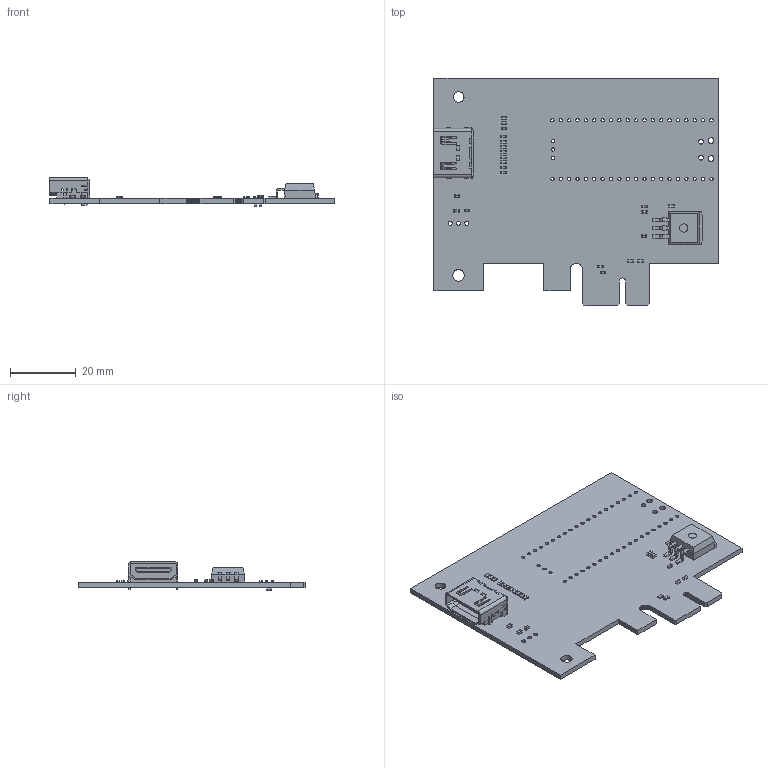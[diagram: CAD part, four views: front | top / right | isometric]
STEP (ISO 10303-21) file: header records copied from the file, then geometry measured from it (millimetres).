
FILE_DESCRIPTION(('KiCad electronic assembly'),'2;1');
FILE_NAME('pico-GPU.step','2024-01-14T22:19:33',('Pcbnew'),('Kicad'), 'Open CASCADE STEP processor 7.5','KiCad to STEP converter','Unknown' );
FILE_SCHEMA(('AUTOMOTIVE_DESIGN { 1 0 10303 214 1 1 1 1 }'));
Length unit declared in the file: millimetre
Products named in the file (10): pico-GPU 1; R_0603_1608Metric; C_0603_1608Metric; HDMI_A_Molex_208658-1001_Horizontal; TO-263-3_TabPin2; CQ assembly; pico-GPU PCB
Assembly tree (31 placements, depth 3):
  pico-GPU 1
    R_0603_1608Metric  x16
      R_0603_1608Metric
    C_0603_1608Metric  x8
      C_0603_1608Metric
    HDMI_A_Molex_208658-1001_Horizontal
      HDMI_A_Molex_208658-1001_Horizontal
    TO-263-3_TabPin2
      CQ assembly
    pico-GPU PCB
Bounding box: 86.42 x 68.89 x 8.69 mm (x, y, z)
Volume: 9484.5 mm3; surface area: 13112.9 mm2
Topology: 31 solids, 31 shells, 1372 faces, 3698 edges, 2412 vertices
Faces by surface type: plane 1055, cylinder 317
Full cylindrical faces by diameter (mm): 1.02 x43, 1.2 x3, 1.5 x2, 1.8 x2, 2.5 x1, 3.2 x1, 3.5 x1
Entity records: 57270 total; most frequent: CARTESIAN_POINT 9902, DIRECTION 8041, LINE 5872, VECTOR 5872, ORIENTED_EDGE 4352, PCURVE 4348, DEFINITIONAL_REPRESENTATION 4348, EDGE_CURVE 2174
